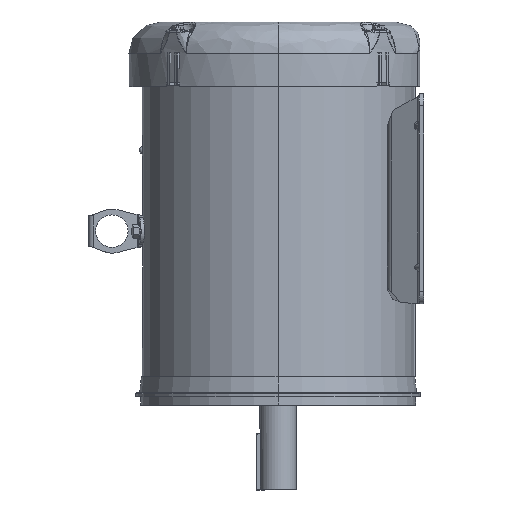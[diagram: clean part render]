
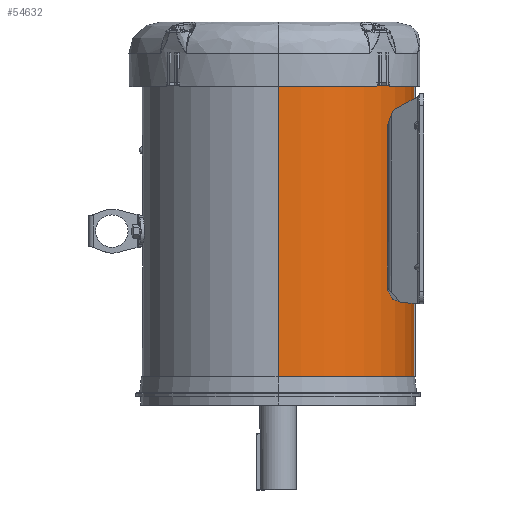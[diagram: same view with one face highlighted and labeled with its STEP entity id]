
A CAD part, left-side view. The second image highlights one B-rep face of the part: STEP entity #54632.
In plain terms, the highlighted cylindrical face has radius 106.617 mm (diameter 213.233 mm), a partial arc.
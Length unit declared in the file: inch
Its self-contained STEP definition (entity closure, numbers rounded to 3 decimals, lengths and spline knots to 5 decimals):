
#3106 = VERTEX_POINT ( 'NONE', #131638 ) ;
#14870 = EDGE_LOOP ( 'NONE', ( #46674, #69845, #102377, #34829 ) ) ;
#15422 = DIRECTION ( 'NONE',  ( 0., 0., 1. ) ) ;
#16883 = CARTESIAN_POINT ( 'NONE',  ( 0., 0., -0.1299 ) ) ;
#21571 = AXIS2_PLACEMENT_3D ( 'NONE', #16883, #29644, #139125 ) ;
#29644 = DIRECTION ( 'NONE',  ( 0., 0., 1. ) ) ;
#33005 = CARTESIAN_POINT ( 'NONE',  ( -4.1975, 0., -0.1299 ) ) ;
#34829 = ORIENTED_EDGE ( 'NONE', *, *, #67789, .T. ) ;
#40979 = CIRCLE ( 'NONE', #21571, 4.1975 ) ;
#46674 = ORIENTED_EDGE ( 'NONE', *, *, #73422, .F. ) ;
#50088 = VECTOR ( 'NONE', #142073, 39.37008 ) ;
#54632 = ADVANCED_FACE ( 'NONE', ( #106958 ), #84156, .T. ) ;
#59994 = VECTOR ( 'NONE', #122128, 39.37008 ) ;
#67789 = EDGE_CURVE ( 'NONE', #126334, #3106, #102902, .T. ) ;
#69845 = ORIENTED_EDGE ( 'NONE', *, *, #124387, .T. ) ;
#73422 = EDGE_CURVE ( 'NONE', #140576, #3106, #101783, .T. ) ;
#79058 = DIRECTION ( 'NONE',  ( 1., 0., 0. ) ) ;
#80980 = CARTESIAN_POINT ( 'NONE',  ( -0.08406, -4.19666, -0.1299 ) ) ;
#84156 = CYLINDRICAL_SURFACE ( 'NONE', #148867, 4.1975 ) ;
#86387 = AXIS2_PLACEMENT_3D ( 'NONE', #140425, #132802, #94648 ) ;
#86551 = CARTESIAN_POINT ( 'NONE',  ( -4.1975, 0., -0.1299 ) ) ;
#94648 = DIRECTION ( 'NONE',  ( 1., 0., 0. ) ) ;
#101783 = LINE ( 'NONE', #33005, #59994 ) ;
#102051 = CARTESIAN_POINT ( 'NONE',  ( 0., 0., -0.1299 ) ) ;
#102377 = ORIENTED_EDGE ( 'NONE', *, *, #120046, .T. ) ;
#102902 = CIRCLE ( 'NONE', #86387, 4.1975 ) ;
#106958 = FACE_OUTER_BOUND ( 'NONE', #14870, .T. ) ;
#120046 = EDGE_CURVE ( 'NONE', #123106, #126334, #121709, .T. ) ;
#121709 = LINE ( 'NONE', #80980, #50088 ) ;
#122128 = DIRECTION ( 'NONE',  ( 0., 0., 1. ) ) ;
#123106 = VERTEX_POINT ( 'NONE', #138395 ) ;
#124387 = EDGE_CURVE ( 'NONE', #140576, #123106, #40979, .T. ) ;
#126334 = VERTEX_POINT ( 'NONE', #151188 ) ;
#131638 = CARTESIAN_POINT ( 'NONE',  ( -4.1975, 0., 8.865 ) ) ;
#132802 = DIRECTION ( 'NONE',  ( 0., 0., -1. ) ) ;
#138395 = CARTESIAN_POINT ( 'NONE',  ( -0.08406, -4.19666, -0.1299 ) ) ;
#139125 = DIRECTION ( 'NONE',  ( 1., 0., 0. ) ) ;
#140425 = CARTESIAN_POINT ( 'NONE',  ( 0., 0., 8.865 ) ) ;
#140576 = VERTEX_POINT ( 'NONE', #86551 ) ;
#142073 = DIRECTION ( 'NONE',  ( 0., 0., 1. ) ) ;
#148867 = AXIS2_PLACEMENT_3D ( 'NONE', #102051, #15422, #79058 ) ;
#151188 = CARTESIAN_POINT ( 'NONE',  ( -0.08406, -4.19666, 8.865 ) ) ;
